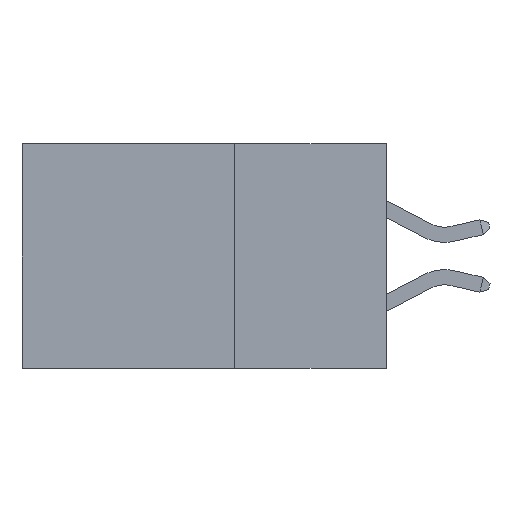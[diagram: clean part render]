
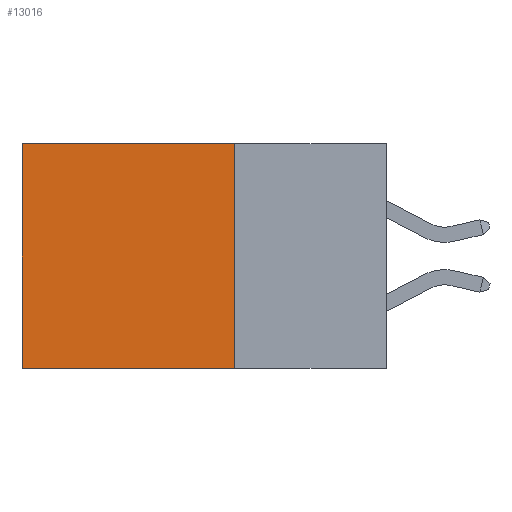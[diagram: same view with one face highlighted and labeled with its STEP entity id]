
A CAD part, left-side view. The second image highlights one B-rep face of the part: STEP entity #13016.
In plain terms, the highlighted planar face has unit normal (-1, 0, 0).
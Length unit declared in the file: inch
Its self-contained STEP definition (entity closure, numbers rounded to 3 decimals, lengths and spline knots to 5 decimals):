
#252 = LINE ( 'NONE', #8944, #9064 ) ;
#315 = ORIENTED_EDGE ( 'NONE', *, *, #13411, .T. ) ;
#702 = VERTEX_POINT ( 'NONE', #9663 ) ;
#968 = PLANE ( 'NONE',  #12877 ) ;
#989 = VECTOR ( 'NONE', #7934, 39.37008 ) ;
#1742 = VECTOR ( 'NONE', #3067, 39.37008 ) ;
#1757 = DIRECTION ( 'NONE',  ( 0., 0., -1. ) ) ;
#1763 = EDGE_CURVE ( 'NONE', #8771, #702, #12842, .T. ) ;
#1860 = VERTEX_POINT ( 'NONE', #6564 ) ;
#2133 = EDGE_CURVE ( 'NONE', #8771, #1860, #8149, .T. ) ;
#2163 = DIRECTION ( 'NONE',  ( 0., 1., 0. ) ) ;
#2193 = DIRECTION ( 'NONE',  ( 1., 0., 0. ) ) ;
#3067 = DIRECTION ( 'NONE',  ( 0., 1., 0. ) ) ;
#3156 = CARTESIAN_POINT ( 'NONE',  ( 0.2615, 0.25, 0. ) ) ;
#3347 = CARTESIAN_POINT ( 'NONE',  ( 0.2615, 0.6, -0.37 ) ) ;
#3568 = CARTESIAN_POINT ( 'NONE',  ( 0.2615, 0.25, 0. ) ) ;
#4088 = EDGE_LOOP ( 'NONE', ( #315, #9628, #7225, #10426 ) ) ;
#5572 = VERTEX_POINT ( 'NONE', #3347 ) ;
#6257 = FACE_OUTER_BOUND ( 'NONE', #4088, .T. ) ;
#6564 = CARTESIAN_POINT ( 'NONE',  ( 0.2615, 0.6, 0. ) ) ;
#7225 = ORIENTED_EDGE ( 'NONE', *, *, #1763, .F. ) ;
#7577 = VECTOR ( 'NONE', #2163, 39.37008 ) ;
#7934 = DIRECTION ( 'NONE',  ( 0., 0., -1. ) ) ;
#8119 = CARTESIAN_POINT ( 'NONE',  ( 0.2615, 0.25, -0.37 ) ) ;
#8149 = LINE ( 'NONE', #3156, #1742 ) ;
#8771 = VERTEX_POINT ( 'NONE', #3568 ) ;
#8944 = CARTESIAN_POINT ( 'NONE',  ( 0.2615, 0.6, -0.37 ) ) ;
#9064 = VECTOR ( 'NONE', #1757, 39.37008 ) ;
#9345 = CARTESIAN_POINT ( 'NONE',  ( 0.2615, 0.25, -0.37 ) ) ;
#9371 = CARTESIAN_POINT ( 'NONE',  ( 0.2615, 0.25, -0.37 ) ) ;
#9628 = ORIENTED_EDGE ( 'NONE', *, *, #14125, .F. ) ;
#9663 = CARTESIAN_POINT ( 'NONE',  ( 0.2615, 0.25, -0.37 ) ) ;
#10426 = ORIENTED_EDGE ( 'NONE', *, *, #2133, .T. ) ;
#10533 = DIRECTION ( 'NONE',  ( 0., 0., -1. ) ) ;
#12664 = LINE ( 'NONE', #9345, #7577 ) ;
#12842 = LINE ( 'NONE', #8119, #989 ) ;
#12877 = AXIS2_PLACEMENT_3D ( 'NONE', #9371, #2193, #10533 ) ;
#13016 = ADVANCED_FACE ( 'NONE', ( #6257 ), #968, .F. ) ;
#13411 = EDGE_CURVE ( 'NONE', #1860, #5572, #252, .T. ) ;
#14125 = EDGE_CURVE ( 'NONE', #702, #5572, #12664, .T. ) ;
